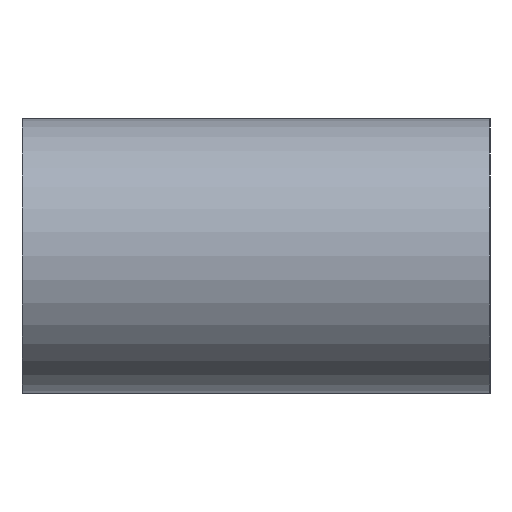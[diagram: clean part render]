
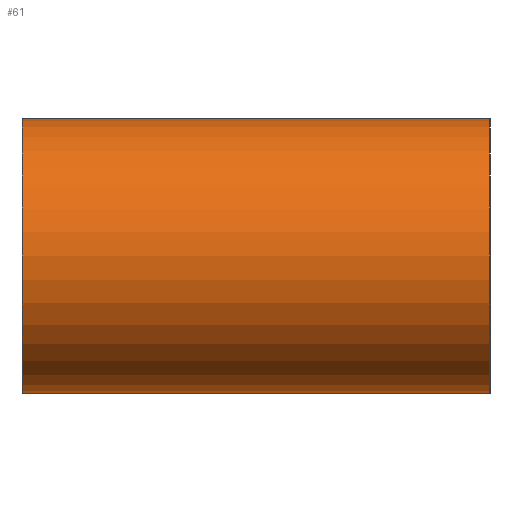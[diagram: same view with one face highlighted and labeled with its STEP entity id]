
A CAD part, left-side view. The second image highlights one B-rep face of the part: STEP entity #61.
In plain terms, the highlighted cylindrical face has radius 5.588 mm (diameter 11.176 mm), a partial arc.
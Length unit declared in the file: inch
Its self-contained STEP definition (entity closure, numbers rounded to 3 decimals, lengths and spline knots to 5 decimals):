
#40 = EDGE_LOOP ( 'NONE', ( #90, #655, #116, #220 ) ) ;
#53 = EDGE_CURVE ( 'NONE', #387, #564, #687, .T. ) ;
#61 = ADVANCED_FACE ( 'NONE', ( #207 ), #345, .T. ) ;
#74 = LINE ( 'NONE', #680, #299 ) ;
#78 = CARTESIAN_POINT ( 'NONE',  ( -1.25, 0.75, -0.22 ) ) ;
#90 = ORIENTED_EDGE ( 'NONE', *, *, #305, .F. ) ;
#116 = ORIENTED_EDGE ( 'NONE', *, *, #53, .T. ) ;
#156 = DIRECTION ( 'NONE',  ( 0., -1., 0. ) ) ;
#157 = CARTESIAN_POINT ( 'NONE',  ( -1.25, 0.75, -0.44 ) ) ;
#207 = FACE_OUTER_BOUND ( 'NONE', #40, .T. ) ;
#220 = ORIENTED_EDGE ( 'NONE', *, *, #312, .F. ) ;
#245 = VECTOR ( 'NONE', #463, 39.37008 ) ;
#250 = CARTESIAN_POINT ( 'NONE',  ( -1.25, 0., -0.44 ) ) ;
#266 = EDGE_CURVE ( 'NONE', #802, #387, #74, .T. ) ;
#270 = DIRECTION ( 'NONE',  ( 0., -1., 0. ) ) ;
#280 = CARTESIAN_POINT ( 'NONE',  ( -1.25, 0., 0. ) ) ;
#285 = AXIS2_PLACEMENT_3D ( 'NONE', #78, #156, #348 ) ;
#299 = VECTOR ( 'NONE', #270, 39.37008 ) ;
#305 = EDGE_CURVE ( 'NONE', #802, #742, #501, .T. ) ;
#312 = EDGE_CURVE ( 'NONE', #742, #564, #394, .T. ) ;
#345 = CYLINDRICAL_SURFACE ( 'NONE', #285, 0.22 ) ;
#348 = DIRECTION ( 'NONE',  ( 0., 0., -1. ) ) ;
#387 = VERTEX_POINT ( 'NONE', #250 ) ;
#394 = LINE ( 'NONE', #443, #245 ) ;
#395 = CARTESIAN_POINT ( 'NONE',  ( -1.25, 0., -0.22 ) ) ;
#443 = CARTESIAN_POINT ( 'NONE',  ( -1.25, 0.75, 0. ) ) ;
#459 = DIRECTION ( 'NONE',  ( 0., 1., 0. ) ) ;
#463 = DIRECTION ( 'NONE',  ( 0., -1., 0. ) ) ;
#501 = CIRCLE ( 'NONE', #597, 0.22 ) ;
#521 = CARTESIAN_POINT ( 'NONE',  ( -1.25, 0.75, 0. ) ) ;
#564 = VERTEX_POINT ( 'NONE', #280 ) ;
#597 = AXIS2_PLACEMENT_3D ( 'NONE', #626, #764, #804 ) ;
#623 = AXIS2_PLACEMENT_3D ( 'NONE', #395, #459, #654 ) ;
#626 = CARTESIAN_POINT ( 'NONE',  ( -1.25, 0.75, -0.22 ) ) ;
#654 = DIRECTION ( 'NONE',  ( 0., 0., 1. ) ) ;
#655 = ORIENTED_EDGE ( 'NONE', *, *, #266, .T. ) ;
#680 = CARTESIAN_POINT ( 'NONE',  ( -1.25, 0.75, -0.44 ) ) ;
#687 = CIRCLE ( 'NONE', #623, 0.22 ) ;
#742 = VERTEX_POINT ( 'NONE', #521 ) ;
#764 = DIRECTION ( 'NONE',  ( 0., 1., 0. ) ) ;
#802 = VERTEX_POINT ( 'NONE', #157 ) ;
#804 = DIRECTION ( 'NONE',  ( 0., 0., 1. ) ) ;
